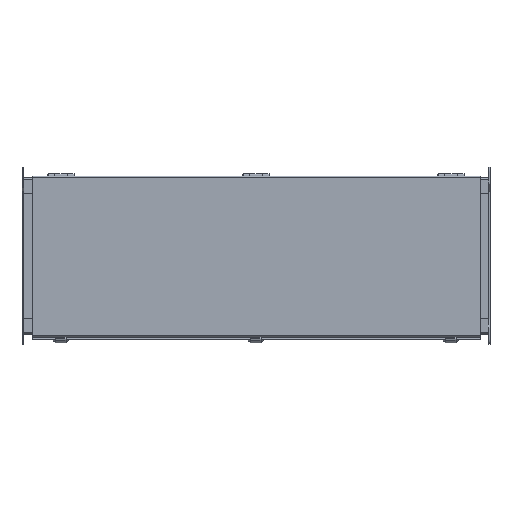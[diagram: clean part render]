
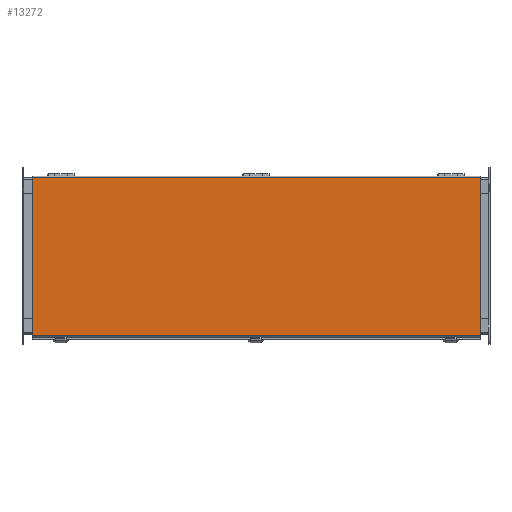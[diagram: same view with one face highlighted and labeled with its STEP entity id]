
A CAD part, top view. The second image highlights one B-rep face of the part: STEP entity #13272.
In plain terms, the highlighted planar face has unit normal (0, 0, 1).
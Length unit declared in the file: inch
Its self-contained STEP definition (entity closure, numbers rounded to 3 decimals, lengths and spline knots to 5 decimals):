
#28 = CARTESIAN_POINT ( 'NONE',  ( -17.218, -6.12, 6.172 ) ) ;
#1295 = VERTEX_POINT ( 'NONE', #5465 ) ;
#1430 = EDGE_LOOP ( 'NONE', ( #8926, #10188, #5489, #7795 ) ) ;
#1622 = AXIS2_PLACEMENT_3D ( 'NONE', #9932, #8621, #13977 ) ;
#2265 = CARTESIAN_POINT ( 'NONE',  ( 17.25, -6.228, 6.172 ) ) ;
#2693 = VECTOR ( 'NONE', #16252, 39.37008 ) ;
#3630 = LINE ( 'NONE', #12930, #8253 ) ;
#3664 = DIRECTION ( 'NONE',  ( 0., 1., 0. ) ) ;
#4280 = VECTOR ( 'NONE', #10591, 39.37008 ) ;
#5465 = CARTESIAN_POINT ( 'NONE',  ( -17.218, 6.039, 6.172 ) ) ;
#5489 = ORIENTED_EDGE ( 'NONE', *, *, #8775, .T. ) ;
#5613 = VECTOR ( 'NONE', #3664, 39.37008 ) ;
#5841 = EDGE_CURVE ( 'NONE', #11580, #1295, #11911, .T. ) ;
#5956 = CARTESIAN_POINT ( 'NONE',  ( -17.218, -6.12, 6.172 ) ) ;
#6250 = DIRECTION ( 'NONE',  ( 0., -1., 0. ) ) ;
#7452 = EDGE_CURVE ( 'NONE', #1295, #9879, #3630, .T. ) ;
#7795 = ORIENTED_EDGE ( 'NONE', *, *, #5841, .T. ) ;
#8185 = LINE ( 'NONE', #28, #2693 ) ;
#8253 = VECTOR ( 'NONE', #6250, 39.37008 ) ;
#8621 = DIRECTION ( 'NONE',  ( 0., 0., 1. ) ) ;
#8775 = EDGE_CURVE ( 'NONE', #16404, #11580, #15846, .T. ) ;
#8926 = ORIENTED_EDGE ( 'NONE', *, *, #7452, .T. ) ;
#9879 = VERTEX_POINT ( 'NONE', #5956 ) ;
#9932 = CARTESIAN_POINT ( 'NONE',  ( -17.218, -6.228, 6.172 ) ) ;
#10188 = ORIENTED_EDGE ( 'NONE', *, *, #10661, .T. ) ;
#10591 = DIRECTION ( 'NONE',  ( -1., 0., 0. ) ) ;
#10661 = EDGE_CURVE ( 'NONE', #9879, #16404, #8185, .T. ) ;
#11172 = CARTESIAN_POINT ( 'NONE',  ( 17.25, 6.039, 6.172 ) ) ;
#11580 = VERTEX_POINT ( 'NONE', #11172 ) ;
#11911 = LINE ( 'NONE', #17261, #4280 ) ;
#12930 = CARTESIAN_POINT ( 'NONE',  ( -17.218, -6.228, 6.172 ) ) ;
#13272 = ADVANCED_FACE ( 'NONE', ( #16511 ), #14065, .T. ) ;
#13977 = DIRECTION ( 'NONE',  ( 1., 0., 0. ) ) ;
#14065 = PLANE ( 'NONE',  #1622 ) ;
#14910 = CARTESIAN_POINT ( 'NONE',  ( 17.25, -6.12, 6.172 ) ) ;
#15846 = LINE ( 'NONE', #2265, #5613 ) ;
#16252 = DIRECTION ( 'NONE',  ( 1., 0., 0. ) ) ;
#16404 = VERTEX_POINT ( 'NONE', #14910 ) ;
#16511 = FACE_OUTER_BOUND ( 'NONE', #1430, .T. ) ;
#17261 = CARTESIAN_POINT ( 'NONE',  ( -17.218, 6.039, 6.172 ) ) ;
